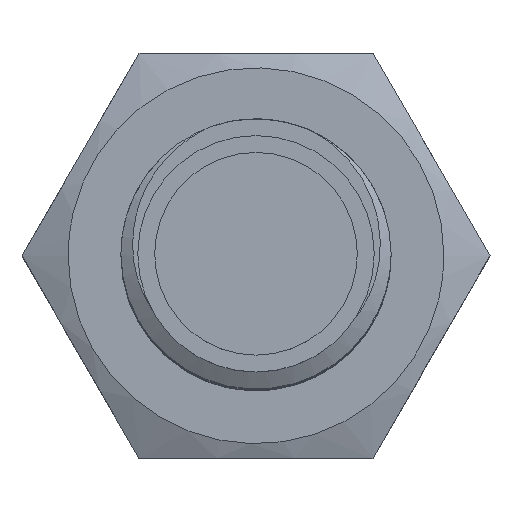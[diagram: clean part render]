
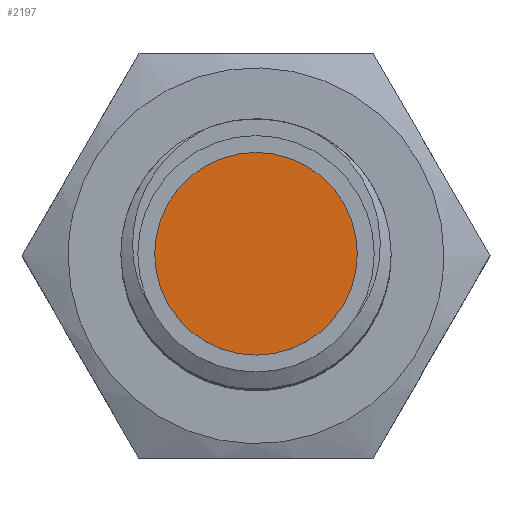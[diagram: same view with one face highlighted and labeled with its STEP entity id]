
A CAD part, top view. The second image highlights one B-rep face of the part: STEP entity #2197.
In plain terms, the highlighted planar face has unit normal (0, 0, 1).
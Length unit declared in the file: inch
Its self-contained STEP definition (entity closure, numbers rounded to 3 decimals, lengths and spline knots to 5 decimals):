
#92 = ORIENTED_EDGE ( 'NONE', *, *, #10395, .F. ) ;
#859 = PLANE ( 'NONE',  #11818 ) ;
#1539 = CIRCLE ( 'NONE', #12131, 0.11811 ) ;
#1696 = CIRCLE ( 'NONE', #3567, 0.11811 ) ;
#2197 = ADVANCED_FACE ( 'NONE', ( #8844 ), #859, .T. ) ;
#2694 = DIRECTION ( 'NONE',  ( 1., 0., 0. ) ) ;
#3567 = AXIS2_PLACEMENT_3D ( 'NONE', #11592, #11789, #2694 ) ;
#3728 = DIRECTION ( 'NONE',  ( 1., 0., 0. ) ) ;
#5888 = CARTESIAN_POINT ( 'NONE',  ( -0.23807, 0., 0.73463 ) ) ;
#6083 = CARTESIAN_POINT ( 'NONE',  ( -0.11996, 0., 0.73463 ) ) ;
#6150 = DIRECTION ( 'NONE',  ( 0., 0., -1. ) ) ;
#6283 = CARTESIAN_POINT ( 'NONE',  ( -0.35618, 0., 0.73463 ) ) ;
#8386 = EDGE_CURVE ( 'NONE', #9768, #8457, #1539, .T. ) ;
#8457 = VERTEX_POINT ( 'NONE', #6083 ) ;
#8844 = FACE_OUTER_BOUND ( 'NONE', #9007, .T. ) ;
#9007 = EDGE_LOOP ( 'NONE', ( #92, #9263 ) ) ;
#9263 = ORIENTED_EDGE ( 'NONE', *, *, #8386, .F. ) ;
#9768 = VERTEX_POINT ( 'NONE', #6283 ) ;
#9891 = CARTESIAN_POINT ( 'NONE',  ( -0.23807, 0., 0.73463 ) ) ;
#9940 = DIRECTION ( 'NONE',  ( 1., 0., 0. ) ) ;
#10395 = EDGE_CURVE ( 'NONE', #8457, #9768, #1696, .T. ) ;
#11592 = CARTESIAN_POINT ( 'NONE',  ( -0.23807, 0., 0.73463 ) ) ;
#11789 = DIRECTION ( 'NONE',  ( 0., 0., -1. ) ) ;
#11818 = AXIS2_PLACEMENT_3D ( 'NONE', #9891, #12612, #3728 ) ;
#12131 = AXIS2_PLACEMENT_3D ( 'NONE', #5888, #6150, #9940 ) ;
#12612 = DIRECTION ( 'NONE',  ( 0., 0., 1. ) ) ;
